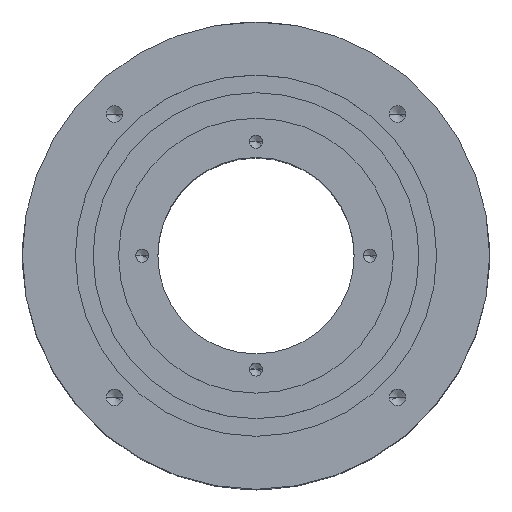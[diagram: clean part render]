
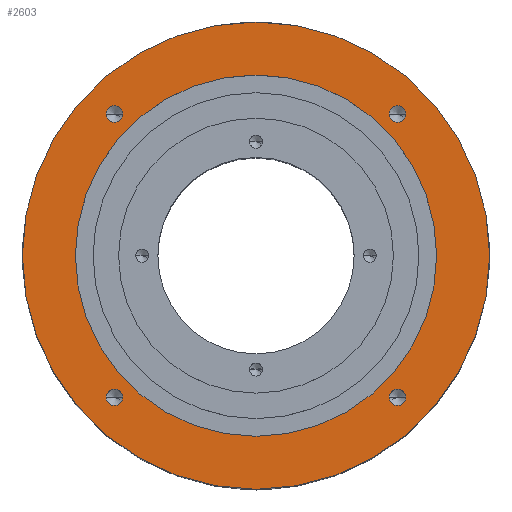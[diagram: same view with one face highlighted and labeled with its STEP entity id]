
A CAD part, top view. The second image highlights one B-rep face of the part: STEP entity #2603.
In plain terms, the highlighted planar face has unit normal (0, 0, 1).
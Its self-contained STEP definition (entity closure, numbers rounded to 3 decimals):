
#82 = FACE_BOUND ( 'NONE', #3861, .T. ) ;
#92 = EDGE_CURVE ( 'NONE', #2458, #3397, #1463, .T. ) ;
#102 = VERTEX_POINT ( 'NONE', #895 ) ;
#136 = ORIENTED_EDGE ( 'NONE', *, *, #3640, .F. ) ;
#183 = EDGE_LOOP ( 'NONE', ( #1916, #354 ) ) ;
#207 = VERTEX_POINT ( 'NONE', #3272 ) ;
#235 = CARTESIAN_POINT ( 'NONE',  ( -36.062, -36.062, 88. ) ) ;
#264 = AXIS2_PLACEMENT_3D ( 'NONE', #1476, #3589, #1776 ) ;
#286 = CARTESIAN_POINT ( 'NONE',  ( 0., 0., 88. ) ) ;
#298 = EDGE_LOOP ( 'NONE', ( #2613, #1974 ) ) ;
#327 = CARTESIAN_POINT ( 'NONE',  ( 0., 0., 88. ) ) ;
#349 = CARTESIAN_POINT ( 'NONE',  ( -38.162, -36.062, 88. ) ) ;
#354 = ORIENTED_EDGE ( 'NONE', *, *, #1398, .T. ) ;
#404 = CARTESIAN_POINT ( 'NONE',  ( -59.5, 0., 88. ) ) ;
#416 = ORIENTED_EDGE ( 'NONE', *, *, #1627, .F. ) ;
#450 = CARTESIAN_POINT ( 'NONE',  ( 36.062, -36.062, 88. ) ) ;
#482 = CIRCLE ( 'NONE', #3635, 2.1 ) ;
#516 = VERTEX_POINT ( 'NONE', #1770 ) ;
#556 = DIRECTION ( 'NONE',  ( 1., 0., 0. ) ) ;
#600 = DIRECTION ( 'NONE',  ( 1., 0., 0. ) ) ;
#616 = CARTESIAN_POINT ( 'NONE',  ( -36.062, -36.062, 88. ) ) ;
#631 = DIRECTION ( 'NONE',  ( 1., 0., 0. ) ) ;
#637 = DIRECTION ( 'NONE',  ( 0., 0., 1. ) ) ;
#734 = EDGE_CURVE ( 'NONE', #2842, #3502, #482, .T. ) ;
#752 = DIRECTION ( 'NONE',  ( 1., 0., 0. ) ) ;
#764 = CARTESIAN_POINT ( 'NONE',  ( 0., 0., 88. ) ) ;
#819 = ORIENTED_EDGE ( 'NONE', *, *, #2992, .F. ) ;
#853 = CARTESIAN_POINT ( 'NONE',  ( -33.962, -36.062, 88. ) ) ;
#865 = ORIENTED_EDGE ( 'NONE', *, *, #92, .F. ) ;
#867 = EDGE_CURVE ( 'NONE', #1091, #1302, #2398, .T. ) ;
#885 = EDGE_CURVE ( 'NONE', #207, #2579, #1608, .T. ) ;
#895 = CARTESIAN_POINT ( 'NONE',  ( 33.962, 36.062, 88. ) ) ;
#920 = DIRECTION ( 'NONE',  ( 1., 0., 0. ) ) ;
#954 = AXIS2_PLACEMENT_3D ( 'NONE', #3323, #1511, #3626 ) ;
#998 = FACE_BOUND ( 'NONE', #298, .T. ) ;
#1063 = EDGE_LOOP ( 'NONE', ( #3769, #2114 ) ) ;
#1064 = DIRECTION ( 'NONE',  ( 1., 0., 0. ) ) ;
#1091 = VERTEX_POINT ( 'NONE', #349 ) ;
#1109 = EDGE_CURVE ( 'NONE', #516, #102, #3258, .T. ) ;
#1134 = EDGE_CURVE ( 'NONE', #1302, #1091, #1590, .T. ) ;
#1282 = DIRECTION ( 'NONE',  ( 0., 0., 1. ) ) ;
#1302 = VERTEX_POINT ( 'NONE', #853 ) ;
#1351 = CARTESIAN_POINT ( 'NONE',  ( -36.062, 36.062, 88. ) ) ;
#1398 = EDGE_CURVE ( 'NONE', #1429, #3793, #2261, .T. ) ;
#1429 = VERTEX_POINT ( 'NONE', #3833 ) ;
#1463 = CIRCLE ( 'NONE', #954, 46. ) ;
#1476 = CARTESIAN_POINT ( 'NONE',  ( 36.062, 36.062, 88. ) ) ;
#1511 = DIRECTION ( 'NONE',  ( 0., 0., 1. ) ) ;
#1523 = DIRECTION ( 'NONE',  ( 0., 0., 1. ) ) ;
#1549 = AXIS2_PLACEMENT_3D ( 'NONE', #3370, #1282, #3399 ) ;
#1575 = CARTESIAN_POINT ( 'NONE',  ( -38.162, 36.062, 88. ) ) ;
#1590 = CIRCLE ( 'NONE', #2685, 2.1 ) ;
#1608 = CIRCLE ( 'NONE', #2147, 2.1 ) ;
#1627 = EDGE_CURVE ( 'NONE', #3502, #2842, #3293, .T. ) ;
#1677 = ORIENTED_EDGE ( 'NONE', *, *, #885, .F. ) ;
#1702 = ORIENTED_EDGE ( 'NONE', *, *, #734, .F. ) ;
#1739 = CARTESIAN_POINT ( 'NONE',  ( 36.062, 36.062, 88. ) ) ;
#1754 = EDGE_CURVE ( 'NONE', #3793, #1429, #2018, .T. ) ;
#1770 = CARTESIAN_POINT ( 'NONE',  ( 38.162, 36.062, 88. ) ) ;
#1776 = DIRECTION ( 'NONE',  ( 1., 0., 0. ) ) ;
#1916 = ORIENTED_EDGE ( 'NONE', *, *, #1754, .T. ) ;
#1952 = AXIS2_PLACEMENT_3D ( 'NONE', #616, #2748, #920 ) ;
#1974 = ORIENTED_EDGE ( 'NONE', *, *, #867, .F. ) ;
#2018 = CIRCLE ( 'NONE', #2457, 59.5 ) ;
#2044 = DIRECTION ( 'NONE',  ( 1., 0., 0. ) ) ;
#2114 = ORIENTED_EDGE ( 'NONE', *, *, #2121, .F. ) ;
#2121 = EDGE_CURVE ( 'NONE', #102, #516, #3127, .T. ) ;
#2147 = AXIS2_PLACEMENT_3D ( 'NONE', #3348, #1523, #3643 ) ;
#2261 = CIRCLE ( 'NONE', #3225, 59.5 ) ;
#2338 = EDGE_LOOP ( 'NONE', ( #416, #1702 ) ) ;
#2352 = CARTESIAN_POINT ( 'NONE',  ( -46., 0., 88. ) ) ;
#2360 = DIRECTION ( 'NONE',  ( 0., 0., 1. ) ) ;
#2398 = CIRCLE ( 'NONE', #1952, 2.1 ) ;
#2400 = FACE_BOUND ( 'NONE', #3206, .T. ) ;
#2408 = DIRECTION ( 'NONE',  ( 0., 0., 1. ) ) ;
#2442 = DIRECTION ( 'NONE',  ( 0., 0., 1. ) ) ;
#2446 = CARTESIAN_POINT ( 'NONE',  ( -36.062, 36.062, 88. ) ) ;
#2457 = AXIS2_PLACEMENT_3D ( 'NONE', #286, #2408, #600 ) ;
#2458 = VERTEX_POINT ( 'NONE', #2352 ) ;
#2467 = AXIS2_PLACEMENT_3D ( 'NONE', #450, #2575, #752 ) ;
#2483 = PLANE ( 'NONE',  #1549 ) ;
#2484 = AXIS2_PLACEMENT_3D ( 'NONE', #1739, #3851, #2044 ) ;
#2499 = AXIS2_PLACEMENT_3D ( 'NONE', #764, #2898, #1064 ) ;
#2517 = FACE_BOUND ( 'NONE', #1063, .T. ) ;
#2575 = DIRECTION ( 'NONE',  ( 0., 0., 1. ) ) ;
#2579 = VERTEX_POINT ( 'NONE', #3076 ) ;
#2603 = ADVANCED_FACE ( 'NONE', ( #82, #3220, #998, #2400, #2517, #3908 ), #2483, .T. ) ;
#2613 = ORIENTED_EDGE ( 'NONE', *, *, #1134, .F. ) ;
#2685 = AXIS2_PLACEMENT_3D ( 'NONE', #235, #2360, #556 ) ;
#2689 = CIRCLE ( 'NONE', #2499, 46. ) ;
#2748 = DIRECTION ( 'NONE',  ( 0., 0., 1. ) ) ;
#2766 = DIRECTION ( 'NONE',  ( 1., 0., 0. ) ) ;
#2779 = CIRCLE ( 'NONE', #2467, 2.1 ) ;
#2819 = CARTESIAN_POINT ( 'NONE',  ( -33.962, 36.062, 88. ) ) ;
#2842 = VERTEX_POINT ( 'NONE', #1575 ) ;
#2898 = DIRECTION ( 'NONE',  ( 0., 0., 1. ) ) ;
#2992 = EDGE_CURVE ( 'NONE', #3397, #2458, #2689, .T. ) ;
#3076 = CARTESIAN_POINT ( 'NONE',  ( 33.962, -36.062, 88. ) ) ;
#3127 = CIRCLE ( 'NONE', #264, 2.1 ) ;
#3206 = EDGE_LOOP ( 'NONE', ( #1677, #136 ) ) ;
#3220 = FACE_BOUND ( 'NONE', #2338, .T. ) ;
#3225 = AXIS2_PLACEMENT_3D ( 'NONE', #327, #2442, #631 ) ;
#3258 = CIRCLE ( 'NONE', #2484, 2.1 ) ;
#3272 = CARTESIAN_POINT ( 'NONE',  ( 38.162, -36.062, 88. ) ) ;
#3293 = CIRCLE ( 'NONE', #3755, 2.1 ) ;
#3323 = CARTESIAN_POINT ( 'NONE',  ( 0., 0., 88. ) ) ;
#3328 = CARTESIAN_POINT ( 'NONE',  ( 46., 0., 88. ) ) ;
#3348 = CARTESIAN_POINT ( 'NONE',  ( 36.062, -36.062, 88. ) ) ;
#3370 = CARTESIAN_POINT ( 'NONE',  ( 0., 0., 88. ) ) ;
#3397 = VERTEX_POINT ( 'NONE', #3328 ) ;
#3399 = DIRECTION ( 'NONE',  ( 1., 0., 0. ) ) ;
#3462 = DIRECTION ( 'NONE',  ( 0., 0., 1. ) ) ;
#3502 = VERTEX_POINT ( 'NONE', #2819 ) ;
#3589 = DIRECTION ( 'NONE',  ( 0., 0., 1. ) ) ;
#3592 = DIRECTION ( 'NONE',  ( 1., 0., 0. ) ) ;
#3626 = DIRECTION ( 'NONE',  ( 1., 0., 0. ) ) ;
#3635 = AXIS2_PLACEMENT_3D ( 'NONE', #1351, #3462, #3592 ) ;
#3640 = EDGE_CURVE ( 'NONE', #2579, #207, #2779, .T. ) ;
#3643 = DIRECTION ( 'NONE',  ( 1., 0., 0. ) ) ;
#3755 = AXIS2_PLACEMENT_3D ( 'NONE', #2446, #637, #2766 ) ;
#3769 = ORIENTED_EDGE ( 'NONE', *, *, #1109, .F. ) ;
#3793 = VERTEX_POINT ( 'NONE', #404 ) ;
#3833 = CARTESIAN_POINT ( 'NONE',  ( 59.5, 0., 88. ) ) ;
#3851 = DIRECTION ( 'NONE',  ( 0., 0., 1. ) ) ;
#3861 = EDGE_LOOP ( 'NONE', ( #819, #865 ) ) ;
#3908 = FACE_OUTER_BOUND ( 'NONE', #183, .T. ) ;
